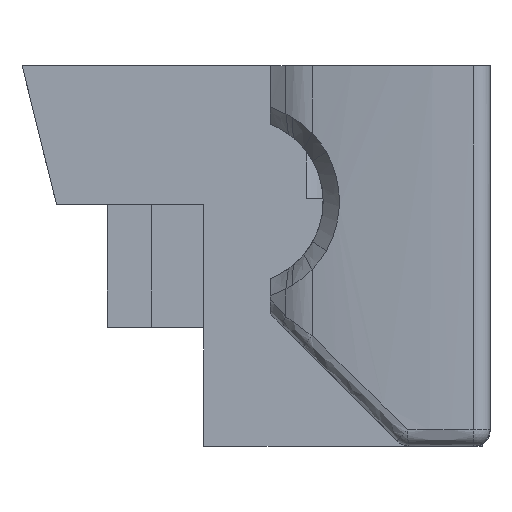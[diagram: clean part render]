
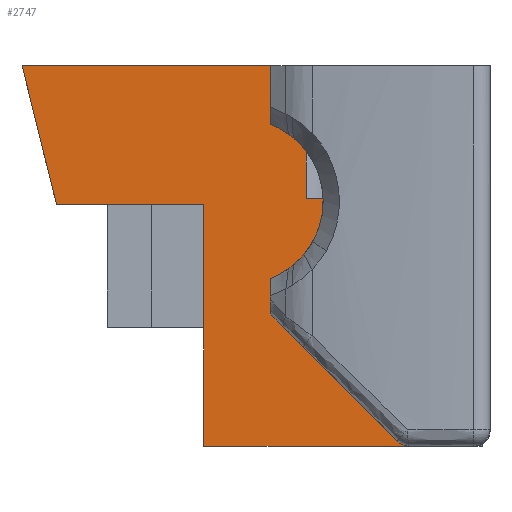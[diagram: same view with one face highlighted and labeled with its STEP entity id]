
A CAD part, left-side view. The second image highlights one B-rep face of the part: STEP entity #2747.
In plain terms, the highlighted planar face has unit normal (-1, 0, 0).
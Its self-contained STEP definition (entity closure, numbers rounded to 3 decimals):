
#338=FACE_OUTER_BOUND('',#520,.T.);
#520=EDGE_LOOP('',(#2214,#2215,#2216,#2217,#2218,#2219,#2220,#2221,#2222,
#2223,#2224,#2225,#2226));
#656=CIRCLE('',#2962,1.);
#666=CIRCLE('',#2985,5.);
#667=CIRCLE('',#2986,5.);
#696=LINE('',#3844,#907);
#707=LINE('',#3867,#918);
#708=LINE('',#3877,#919);
#721=LINE('',#4022,#932);
#739=LINE('',#4106,#950);
#770=LINE('',#4747,#981);
#797=LINE('',#5394,#1008);
#802=LINE('',#5410,#1013);
#803=LINE('',#5412,#1014);
#804=LINE('',#5413,#1015);
#907=VECTOR('',#3111,10.);
#918=VECTOR('',#3126,10.);
#919=VECTOR('',#3137,10.);
#932=VECTOR('',#3192,10.);
#950=VECTOR('',#3242,10.);
#981=VECTOR('',#3433,10.);
#1008=VECTOR('',#3486,10.);
#1013=VECTOR('',#3509,10.);
#1014=VECTOR('',#3512,10.);
#1015=VECTOR('',#3513,10.);
#1121=VERTEX_POINT('',#3841);
#1122=VERTEX_POINT('',#3843);
#1132=VERTEX_POINT('',#3865);
#1136=VERTEX_POINT('',#3876);
#1173=VERTEX_POINT('',#4000);
#1175=VERTEX_POINT('',#4003);
#1206=VERTEX_POINT('',#4103);
#1207=VERTEX_POINT('',#4105);
#1273=VERTEX_POINT('',#4729);
#1276=VERTEX_POINT('',#4744);
#1277=VERTEX_POINT('',#4746);
#1310=VERTEX_POINT('',#5393);
#1312=VERTEX_POINT('',#5406);
#1391=EDGE_CURVE('',#1121,#1122,#696,.T.);
#1403=EDGE_CURVE('',#1121,#1132,#707,.T.);
#1407=EDGE_CURVE('',#1122,#1136,#708,.T.);
#1447=EDGE_CURVE('',#1175,#1173,#721,.T.);
#1478=EDGE_CURVE('',#1206,#1207,#739,.T.);
#1575=EDGE_CURVE('',#1273,#1206,#656,.F.);
#1580=EDGE_CURVE('',#1277,#1276,#770,.T.);
#1641=EDGE_CURVE('',#1310,#1136,#797,.T.);
#1647=EDGE_CURVE('',#1175,#1310,#666,.T.);
#1649=EDGE_CURVE('',#1276,#1312,#667,.T.);
#1650=EDGE_CURVE('',#1173,#1312,#802,.T.);
#1651=EDGE_CURVE('',#1132,#1207,#803,.T.);
#1652=EDGE_CURVE('',#1277,#1273,#804,.F.);
#2214=ORIENTED_EDGE('',*,*,#1651,.T.);
#2215=ORIENTED_EDGE('',*,*,#1478,.F.);
#2216=ORIENTED_EDGE('',*,*,#1575,.F.);
#2217=ORIENTED_EDGE('',*,*,#1652,.F.);
#2218=ORIENTED_EDGE('',*,*,#1580,.T.);
#2219=ORIENTED_EDGE('',*,*,#1649,.T.);
#2220=ORIENTED_EDGE('',*,*,#1650,.F.);
#2221=ORIENTED_EDGE('',*,*,#1447,.F.);
#2222=ORIENTED_EDGE('',*,*,#1647,.T.);
#2223=ORIENTED_EDGE('',*,*,#1641,.T.);
#2224=ORIENTED_EDGE('',*,*,#1407,.F.);
#2225=ORIENTED_EDGE('',*,*,#1391,.F.);
#2226=ORIENTED_EDGE('',*,*,#1403,.T.);
#2616=PLANE('',#2988);
#2747=ADVANCED_FACE('',(#338),#2616,.F.);
#2962=AXIS2_PLACEMENT_3D('',#4731,#3423,#3424);
#2985=AXIS2_PLACEMENT_3D('',#5405,#3502,#3503);
#2986=AXIS2_PLACEMENT_3D('',#5408,#3505,#3506);
#2988=AXIS2_PLACEMENT_3D('',#5411,#3510,#3511);
#3111=DIRECTION('',(0.,0.242,0.97));
#3126=DIRECTION('',(0.,-1.,0.));
#3137=DIRECTION('',(0.,-1.,0.));
#3192=DIRECTION('',(0.,0.,-1.));
#3242=DIRECTION('',(0.,1.,0.));
#3423=DIRECTION('center_axis',(1.,0.,0.));
#3424=DIRECTION('ref_axis',(0.,0.383,-0.924));
#3433=DIRECTION('',(0.,0.,1.));
#3486=DIRECTION('',(0.,0.,1.));
#3502=DIRECTION('center_axis',(-1.,0.,0.));
#3503=DIRECTION('ref_axis',(0.,0.,1.));
#3505=DIRECTION('center_axis',(-1.,0.,0.));
#3506=DIRECTION('ref_axis',(0.,0.,1.));
#3509=DIRECTION('',(0.,-1.,0.));
#3510=DIRECTION('center_axis',(1.,0.,0.));
#3511=DIRECTION('ref_axis',(0.,1.,0.));
#3512=DIRECTION('',(0.,0.,-1.));
#3513=DIRECTION('',(0.,0.707,0.707));
#3841=CARTESIAN_POINT('',(-21.,3.406,0.));
#3843=CARTESIAN_POINT('',(-21.,5.5,8.4));
#3844=CARTESIAN_POINT('',(-21.,2.362,-4.187));
#3865=CARTESIAN_POINT('',(-21.,-5.5,0.));
#3867=CARTESIAN_POINT('',(-21.,5.5,0.));
#3876=CARTESIAN_POINT('',(-21.,-9.5,8.4));
#3877=CARTESIAN_POINT('',(-21.,-4.75,8.4));
#4000=CARTESIAN_POINT('',(-21.,-11.677,0.4));
#4003=CARTESIAN_POINT('',(-21.,-11.677,3.252));
#4022=CARTESIAN_POINT('',(-21.,-11.677,8.4));
#4103=CARTESIAN_POINT('',(-21.,-17.914,-14.6));
#4105=CARTESIAN_POINT('',(-21.,-5.5,-14.6));
#4106=CARTESIAN_POINT('',(-21.,-11.825,-14.6));
#4729=CARTESIAN_POINT('',(-21.,-17.207,-14.307));
#4731=CARTESIAN_POINT('Origin',(-21.,-17.914,-13.6));
#4744=CARTESIAN_POINT('',(-21.,-9.5,-4.468));
#4746=CARTESIAN_POINT('',(-21.,-9.5,-6.6));
#4747=CARTESIAN_POINT('',(-21.,-9.5,-14.6));
#5393=CARTESIAN_POINT('',(-21.,-9.5,4.873));
#5394=CARTESIAN_POINT('',(-21.,-9.5,-14.6));
#5405=CARTESIAN_POINT('Origin',(-21.,-7.714,0.202));
#5406=CARTESIAN_POINT('',(-21.,-12.711,0.4));
#5408=CARTESIAN_POINT('Origin',(-21.,-7.714,0.202));
#5410=CARTESIAN_POINT('',(-21.,-10.256,0.4));
#5411=CARTESIAN_POINT('Origin',(-21.,-9.5,-14.6));
#5412=CARTESIAN_POINT('',(-21.,-5.5,8.4));
#5413=CARTESIAN_POINT('',(-21.,-13.5,-10.6));
